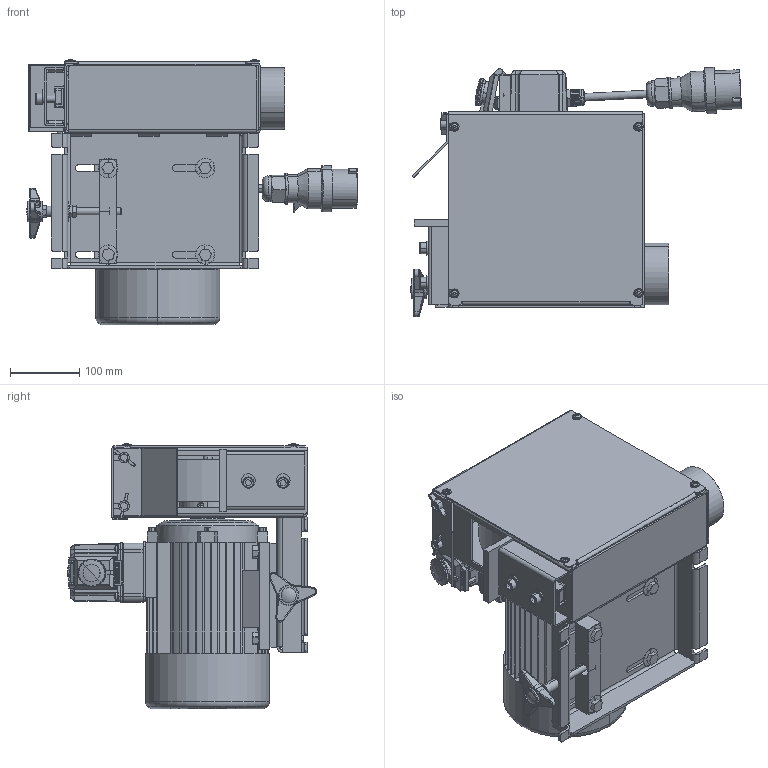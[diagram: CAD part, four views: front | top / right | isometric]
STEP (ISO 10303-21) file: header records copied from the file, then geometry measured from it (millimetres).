
FILE_DESCRIPTION((''),'2;1');
FILE_NAME('GXW_SW','2021-10-05T08:22:18',('Timcke'),(''),'CREO PARAMETRIC BY PTC INC, 2018190','CREO PARAMETRIC BY PTC INC, 2018190','');
FILE_SCHEMA(('AP242_MANAGED_MODEL_BASED_3D_ENGINEERING_MIM_LF { 1 0 10303 442 1 1 4 }'));
Products named in the file (1): GXW_SW
Bounding box: 477.52 x 359.41 x 382.69 mm (x, y, z)
Surface area: 1863139.1 mm2 (no closed solid volume)
Topology: 0 solids, 126 shells, 2838 faces, 8319 edges, 5693 vertices
Faces by surface type: plane 1796, cylinder 676, torus 138, cone 128, bspline 78, sphere 22
Entity records: 145572 total; most frequent: CARTESIAN_POINT 24986, DIRECTION 15264, ORIENTED_EDGE 15046, PRESENTATION_STYLE_ASSIGNMENT 11191, STYLED_ITEM 8387, CURVE_STYLE 8287, EDGE_CURVE 8287, VERTEX_POINT 5693
